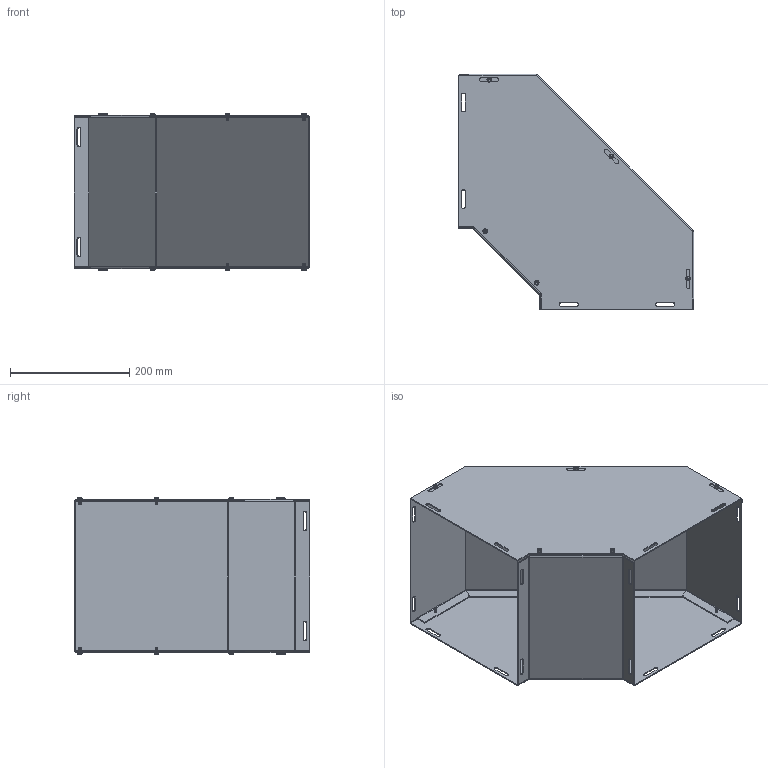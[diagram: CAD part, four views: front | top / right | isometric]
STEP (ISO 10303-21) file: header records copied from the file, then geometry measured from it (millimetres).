
FILE_DESCRIPTION(/* description */ ('90° SWEEP ELBOW WIREWAY FITTING, TOP & BTM, CS, 10X10'),/* implementation_level */ '2;1');
FILE_NAME(/* name */ 'SL101090.stp',/* time_stamp */ '2015-09-11T11:27:57+06:00',/* author */ ('schinnathambi'),/* organization */ (''),/* preprocessor_version */ 'ST-DEVELOPER v15.2',/* originating_system */ 'Autodesk Inventor 2014',/* authorisation */ '');
FILE_SCHEMA (('AUTOMOTIVE_DESIGN { 1 0 10303 214 3 1 1 }'));
Length unit declared in the file: inch
Products named in the file (5): SL101090TB; SL101090BK; SL101090BKP; 372141; SL101090
Assembly tree (14 placements, depth 2):
  SL101090
    SL101090TB  x2
    SL101090BK
    SL101090BKP
    372141  x10
Bounding box: 394.8 x 394.65 x 264.62 mm (x, y, z)
Volume: 840882.8 mm3; surface area: 910158.7 mm2
Topology: 14 solids, 14 shells, 1022 faces, 2426 edges, 1438 vertices
Faces by surface type: plane 430, cone 270, cylinder 202, torus 120
Full cylindrical faces by diameter (mm): 4.343 x10, 4.595 x80, 6.35 x4, 7.938 x10
Entity records: 8868 total; most frequent: CARTESIAN_POINT 1558, DIRECTION 1472, ORIENTED_EDGE 1360, EDGE_CURVE 676, AXIS2_PLACEMENT_3D 508, LINE 456, VECTOR 456, VERTEX_POINT 430
